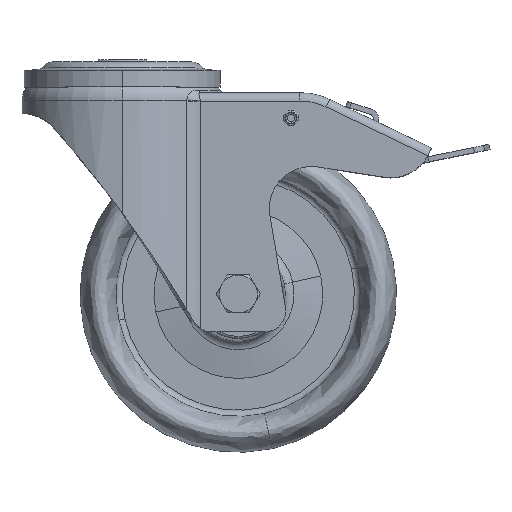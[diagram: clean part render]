
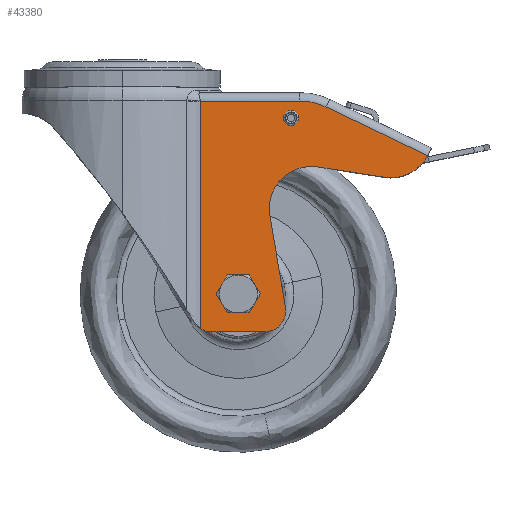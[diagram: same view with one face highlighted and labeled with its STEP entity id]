
A CAD part, top view. The second image highlights one B-rep face of the part: STEP entity #43380.
In plain terms, the highlighted planar face has unit normal (0, 0, 1).
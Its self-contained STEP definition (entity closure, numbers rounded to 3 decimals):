
#939 = CARTESIAN_POINT ( 'NONE',  ( 69.962, -73.965, 34. ) ) ;
#1248 = DIRECTION ( 'NONE',  ( 0., 0., 1. ) ) ;
#1873 = DIRECTION ( 'NONE',  ( 0.903, -0.431, 0. ) ) ;
#3254 = CARTESIAN_POINT ( 'NONE',  ( 69.962, -73.965, 34. ) ) ;
#3460 = DIRECTION ( 'NONE',  ( 0., 1., 0. ) ) ;
#3941 = VERTEX_POINT ( 'NONE', #939 ) ;
#5192 = VERTEX_POINT ( 'NONE', #10642 ) ;
#5573 = VERTEX_POINT ( 'NONE', #11322 ) ;
#5650 = DIRECTION ( 'NONE',  ( 0., 0., -1. ) ) ;
#5814 = PLANE ( 'NONE',  #39831 ) ;
#7123 = EDGE_CURVE ( 'NONE', #24184, #5192, #45887, .T. ) ;
#7296 = CARTESIAN_POINT ( 'NONE',  ( 0., -165.6, 34. ) ) ;
#8354 = EDGE_CURVE ( 'NONE', #49403, #26091, #56641, .T. ) ;
#8373 = ORIENTED_EDGE ( 'NONE', *, *, #54534, .F. ) ;
#8766 = AXIS2_PLACEMENT_3D ( 'NONE', #62445, #62792, #3460 ) ;
#8769 = AXIS2_PLACEMENT_3D ( 'NONE', #41229, #36334, #11041 ) ;
#8793 = EDGE_CURVE ( 'NONE', #62946, #41966, #44262, .T. ) ;
#9244 = CARTESIAN_POINT ( 'NONE',  ( 67.504, -129., 34. ) ) ;
#10303 = EDGE_LOOP ( 'NONE', ( #45613, #26893 ) ) ;
#10642 = CARTESIAN_POINT ( 'NONE',  ( 67.504, -129., 34. ) ) ;
#10643 = CARTESIAN_POINT ( 'NONE',  ( 82.6, -27.6, 34. ) ) ;
#11041 = DIRECTION ( 'NONE',  ( 0.153, 0.988, 0. ) ) ;
#11322 = CARTESIAN_POINT ( 'NONE',  ( 84.103, -19.6, 34. ) ) ;
#11905 = LINE ( 'NONE', #31709, #42016 ) ;
#14022 = EDGE_CURVE ( 'NONE', #54062, #30010, #48018, .T. ) ;
#14097 = CARTESIAN_POINT ( 'NONE',  ( 42.504, -129., 34. ) ) ;
#14992 = CIRCLE ( 'NONE', #21201, 20. ) ;
#15202 = ORIENTED_EDGE ( 'NONE', *, *, #8793, .F. ) ;
#15448 = VECTOR ( 'NONE', #62566, 1000. ) ;
#15560 = EDGE_CURVE ( 'NONE', #26091, #62946, #14992, .T. ) ;
#15633 = CARTESIAN_POINT ( 'NONE',  ( 144.865, -45.452, 34. ) ) ;
#15661 = DIRECTION ( 'NONE',  ( 0., -1., 0. ) ) ;
#15757 = FACE_OUTER_BOUND ( 'NONE', #47389, .T. ) ;
#17160 = CARTESIAN_POINT ( 'NONE',  ( 124.202, -55.714, 34. ) ) ;
#17452 = ORIENTED_EDGE ( 'NONE', *, *, #28313, .F. ) ;
#17796 = VERTEX_POINT ( 'NONE', #10643 ) ;
#18435 = VECTOR ( 'NONE', #19502, 1000. ) ;
#19502 = DIRECTION ( 'NONE',  ( -0.988, 0.153, 0. ) ) ;
#19817 = CARTESIAN_POINT ( 'NONE',  ( 67.504, -119., 34. ) ) ;
#19895 = CARTESIAN_POINT ( 'NONE',  ( 55., -111., 34. ) ) ;
#20483 = DIRECTION ( 'NONE',  ( 0.88, -0.475, 0. ) ) ;
#20527 = CARTESIAN_POINT ( 'NONE',  ( 42.504, -119., 34. ) ) ;
#21180 = DIRECTION ( 'NONE',  ( 0., 0., -1. ) ) ;
#21201 = AXIS2_PLACEMENT_3D ( 'NONE', #26353, #50711, #20483 ) ;
#22133 = CARTESIAN_POINT ( 'NONE',  ( 55., -111., 34. ) ) ;
#22705 = ORIENTED_EDGE ( 'NONE', *, *, #14022, .T. ) ;
#23328 = LINE ( 'NONE', #3254, #15448 ) ;
#23461 = CARTESIAN_POINT ( 'NONE',  ( 77.362, -117.317, 34. ) ) ;
#23810 = LINE ( 'NONE', #9244, #59431 ) ;
#23891 = AXIS2_PLACEMENT_3D ( 'NONE', #44748, #1248, #40532 ) ;
#23907 = ORIENTED_EDGE ( 'NONE', *, *, #8354, .F. ) ;
#24184 = VERTEX_POINT ( 'NONE', #23461 ) ;
#24768 = CARTESIAN_POINT ( 'NONE',  ( 80., -27.6, 34. ) ) ;
#25838 = EDGE_CURVE ( 'NONE', #37198, #44647, #46614, .T. ) ;
#26091 = VERTEX_POINT ( 'NONE', #15633 ) ;
#26353 = CARTESIAN_POINT ( 'NONE',  ( 127.267, -35.95, 34. ) ) ;
#26893 = ORIENTED_EDGE ( 'NONE', *, *, #63445, .F. ) ;
#27171 = ORIENTED_EDGE ( 'NONE', *, *, #58819, .F. ) ;
#27370 = FACE_BOUND ( 'NONE', #10303, .T. ) ;
#27773 = CARTESIAN_POINT ( 'NONE',  ( 37.015, -19.6, 34. ) ) ;
#28313 = EDGE_CURVE ( 'NONE', #5192, #46915, #23810, .T. ) ;
#28697 = ORIENTED_EDGE ( 'NONE', *, *, #34811, .F. ) ;
#28740 = AXIS2_PLACEMENT_3D ( 'NONE', #24768, #60441, #34529 ) ;
#29216 = VECTOR ( 'NONE', #1873, 1000. ) ;
#29343 = DIRECTION ( 'NONE',  ( -1., 0., 0. ) ) ;
#29852 = ORIENTED_EDGE ( 'NONE', *, *, #52061, .F. ) ;
#30010 = VERTEX_POINT ( 'NONE', #40060 ) ;
#30395 = VERTEX_POINT ( 'NONE', #14097 ) ;
#30926 = DIRECTION ( 'NONE',  ( 0.986, 0.168, 0. ) ) ;
#31358 = CARTESIAN_POINT ( 'NONE',  ( 96.588, -22.425, 34. ) ) ;
#31709 = CARTESIAN_POINT ( 'NONE',  ( 84.103, -19.6, 34. ) ) ;
#31765 = CARTESIAN_POINT ( 'NONE',  ( 37.015, -19.6, 34. ) ) ;
#32106 = AXIS2_PLACEMENT_3D ( 'NONE', #19895, #44352, #49501 ) ;
#32279 = CARTESIAN_POINT ( 'NONE',  ( 77.4, -27.6, 34. ) ) ;
#34247 = CARTESIAN_POINT ( 'NONE',  ( 61.1, -111., 34. ) ) ;
#34488 = CARTESIAN_POINT ( 'NONE',  ( 124.202, -55.714, 34. ) ) ;
#34493 = AXIS2_PLACEMENT_3D ( 'NONE', #19817, #5650, #30926 ) ;
#34529 = DIRECTION ( 'NONE',  ( 1., 0., 0. ) ) ;
#34811 = EDGE_CURVE ( 'NONE', #41966, #3941, #41971, .T. ) ;
#35180 = EDGE_CURVE ( 'NONE', #5573, #54062, #11905, .T. ) ;
#36334 = DIRECTION ( 'NONE',  ( 0., 0., 1. ) ) ;
#36639 = ORIENTED_EDGE ( 'NONE', *, *, #15560, .F. ) ;
#37198 = VERTEX_POINT ( 'NONE', #37734 ) ;
#37527 = DIRECTION ( 'NONE',  ( -1., 0., 0. ) ) ;
#37734 = CARTESIAN_POINT ( 'NONE',  ( 48.9, -111., 34. ) ) ;
#38940 = CARTESIAN_POINT ( 'NONE',  ( 96.588, -22.425, 34. ) ) ;
#39557 = DIRECTION ( 'NONE',  ( 0., -1., 0. ) ) ;
#39613 = VERTEX_POINT ( 'NONE', #32279 ) ;
#39831 = AXIS2_PLACEMENT_3D ( 'NONE', #7296, #47196, #40511 ) ;
#40060 = CARTESIAN_POINT ( 'NONE',  ( 37.017, -127.36, 34. ) ) ;
#40484 = EDGE_LOOP ( 'NONE', ( #56785, #8373 ) ) ;
#40511 = DIRECTION ( 'NONE',  ( 1., 0., 0. ) ) ;
#40532 = DIRECTION ( 'NONE',  ( -1., 0., 0. ) ) ;
#41229 = CARTESIAN_POINT ( 'NONE',  ( 89.677, -70.6, 34. ) ) ;
#41966 = VERTEX_POINT ( 'NONE', #60698 ) ;
#41971 = CIRCLE ( 'NONE', #8769, 20. ) ;
#42016 = VECTOR ( 'NONE', #37527, 1000. ) ;
#42320 = DIRECTION ( 'NONE',  ( 1., 0., 0. ) ) ;
#42642 = FACE_BOUND ( 'NONE', #40484, .T. ) ;
#43380 = ADVANCED_FACE ( 'NONE', ( #27370, #42642, #15757 ), #5814, .T. ) ;
#44103 = CARTESIAN_POINT ( 'NONE',  ( 42.504, -119., 34. ) ) ;
#44262 = LINE ( 'NONE', #34488, #18435 ) ;
#44352 = DIRECTION ( 'NONE',  ( 0., 0., 1. ) ) ;
#44417 = AXIS2_PLACEMENT_3D ( 'NONE', #44103, #58308, #39557 ) ;
#44545 = EDGE_CURVE ( 'NONE', #5573, #49403, #63653, .T. ) ;
#44647 = VERTEX_POINT ( 'NONE', #34247 ) ;
#44748 = CARTESIAN_POINT ( 'NONE',  ( 80., -27.6, 34. ) ) ;
#45613 = ORIENTED_EDGE ( 'NONE', *, *, #46538, .F. ) ;
#45887 = CIRCLE ( 'NONE', #34493, 10. ) ;
#46538 = EDGE_CURVE ( 'NONE', #39613, #17796, #50839, .T. ) ;
#46614 = CIRCLE ( 'NONE', #32106, 6.1 ) ;
#46915 = VERTEX_POINT ( 'NONE', #63413 ) ;
#47151 = AXIS2_PLACEMENT_3D ( 'NONE', #22133, #56846, #42320 ) ;
#47196 = DIRECTION ( 'NONE',  ( 0., 0., 1. ) ) ;
#47220 = ORIENTED_EDGE ( 'NONE', *, *, #57973, .F. ) ;
#47389 = EDGE_LOOP ( 'NONE', ( #62252, #27171, #28697, #15202, #36639, #23907, #54239, #58270, #22705, #47220, #29852, #17452 ) ) ;
#48018 = B_SPLINE_CURVE_WITH_KNOTS ( 'NONE', 3,
 ( #27773, #57604, #56311, #61495 ),
 .UNSPECIFIED., .F., .F.,
 ( 4, 4 ),
 ( 0., 1. ),
 .UNSPECIFIED. ) ;
#49403 = VERTEX_POINT ( 'NONE', #38940 ) ;
#49501 = DIRECTION ( 'NONE',  ( -1., 0., 0. ) ) ;
#50711 = DIRECTION ( 'NONE',  ( 0., 0., -1. ) ) ;
#50839 = CIRCLE ( 'NONE', #23891, 2.6 ) ;
#52061 = EDGE_CURVE ( 'NONE', #46915, #30395, #61175, .T. ) ;
#54062 = VERTEX_POINT ( 'NONE', #31765 ) ;
#54239 = ORIENTED_EDGE ( 'NONE', *, *, #44545, .F. ) ;
#54534 = EDGE_CURVE ( 'NONE', #44647, #37198, #57409, .T. ) ;
#55682 = CIRCLE ( 'NONE', #28740, 2.6 ) ;
#56311 = CARTESIAN_POINT ( 'NONE',  ( 37.016, -91.44, 34. ) ) ;
#56641 = LINE ( 'NONE', #31358, #29216 ) ;
#56785 = ORIENTED_EDGE ( 'NONE', *, *, #25838, .F. ) ;
#56846 = DIRECTION ( 'NONE',  ( 0., 0., 1. ) ) ;
#57409 = CIRCLE ( 'NONE', #47151, 6.1 ) ;
#57604 = CARTESIAN_POINT ( 'NONE',  ( 37.016, -55.52, 34. ) ) ;
#57837 = CIRCLE ( 'NONE', #44417, 10. ) ;
#57973 = EDGE_CURVE ( 'NONE', #30395, #30010, #57837, .T. ) ;
#58270 = ORIENTED_EDGE ( 'NONE', *, *, #35180, .T. ) ;
#58308 = DIRECTION ( 'NONE',  ( 0., 0., -1. ) ) ;
#58819 = EDGE_CURVE ( 'NONE', #3941, #24184, #23328, .T. ) ;
#59064 = AXIS2_PLACEMENT_3D ( 'NONE', #20527, #21180, #15661 ) ;
#59431 = VECTOR ( 'NONE', #29343, 1000. ) ;
#60441 = DIRECTION ( 'NONE',  ( 0., 0., 1. ) ) ;
#60698 = CARTESIAN_POINT ( 'NONE',  ( 92.741, -50.836, 34. ) ) ;
#61175 = CIRCLE ( 'NONE', #59064, 10. ) ;
#61495 = CARTESIAN_POINT ( 'NONE',  ( 37.017, -127.36, 34. ) ) ;
#62252 = ORIENTED_EDGE ( 'NONE', *, *, #7123, .F. ) ;
#62445 = CARTESIAN_POINT ( 'NONE',  ( 84.103, -48.6, 34. ) ) ;
#62566 = DIRECTION ( 'NONE',  ( 0.168, -0.986, 0. ) ) ;
#62792 = DIRECTION ( 'NONE',  ( 0., 0., -1. ) ) ;
#62946 = VERTEX_POINT ( 'NONE', #17160 ) ;
#63413 = CARTESIAN_POINT ( 'NONE',  ( 42.504, -129., 34. ) ) ;
#63445 = EDGE_CURVE ( 'NONE', #17796, #39613, #55682, .T. ) ;
#63653 = CIRCLE ( 'NONE', #8766, 29. ) ;
